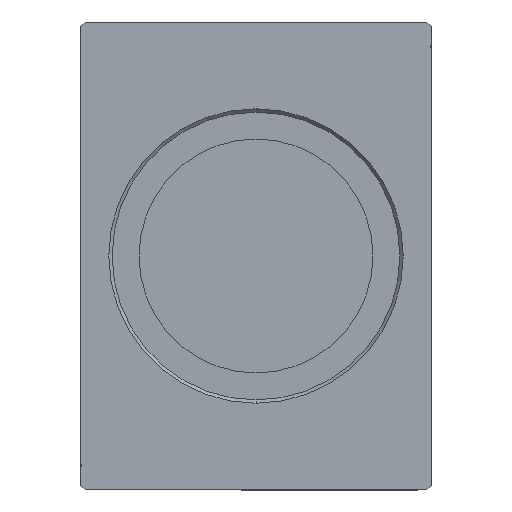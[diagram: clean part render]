
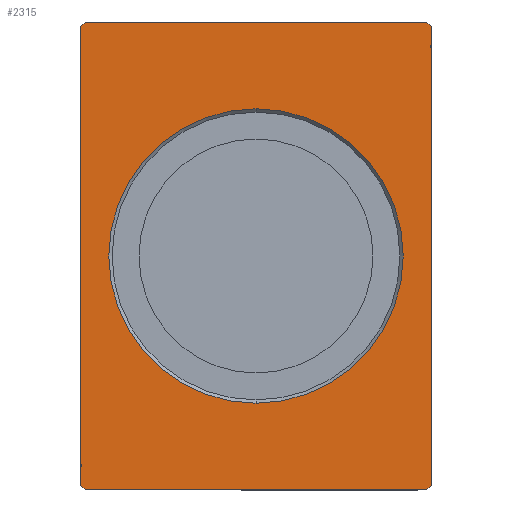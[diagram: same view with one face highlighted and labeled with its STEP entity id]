
A CAD part, left-side view. The second image highlights one B-rep face of the part: STEP entity #2315.
In plain terms, the highlighted planar face has unit normal (-1, 0, 0).
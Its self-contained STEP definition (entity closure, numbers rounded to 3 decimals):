
#360 = VERTEX_POINT ( 'NONE', #7497 ) ;
#1276 = ORIENTED_EDGE ( 'NONE', *, *, #17891, .F. ) ;
#1711 = VECTOR ( 'NONE', #17926, 1000. ) ;
#1743 = EDGE_LOOP ( 'NONE', ( #21658, #35752 ) ) ;
#2315 = ADVANCED_FACE ( 'NONE', ( #13775, #13973 ), #33656, .F. ) ;
#2363 = ORIENTED_EDGE ( 'NONE', *, *, #34882, .F. ) ;
#5112 = VERTEX_POINT ( 'NONE', #40467 ) ;
#5678 = EDGE_CURVE ( 'NONE', #18774, #29336, #22636, .T. ) ;
#5729 = CARTESIAN_POINT ( 'NONE',  ( 0., 36.5, 50. ) ) ;
#6336 = LINE ( 'NONE', #5729, #27448 ) ;
#7497 = CARTESIAN_POINT ( 'NONE',  ( 0., 36.5, 50. ) ) ;
#7917 = LINE ( 'NONE', #26579, #26143 ) ;
#8129 = DIRECTION ( 'NONE',  ( 0., 0.707, 0.707 ) ) ;
#9077 = EDGE_CURVE ( 'NONE', #39927, #19424, #27253, .T. ) ;
#9519 = VECTOR ( 'NONE', #36312, 1000. ) ;
#10936 = EDGE_CURVE ( 'NONE', #35120, #27355, #17292, .T. ) ;
#11260 = CARTESIAN_POINT ( 'NONE',  ( 0., 0., 0. ) ) ;
#11847 = CARTESIAN_POINT ( 'NONE',  ( 0., 0., 0. ) ) ;
#12383 = CARTESIAN_POINT ( 'NONE',  ( 0., 0., 0. ) ) ;
#12676 = AXIS2_PLACEMENT_3D ( 'NONE', #11260, #26816, #26406 ) ;
#13443 = VECTOR ( 'NONE', #36798, 1000. ) ;
#13539 = DIRECTION ( 'NONE',  ( 0., 1., 0. ) ) ;
#13642 = CIRCLE ( 'NONE', #19614, 31.45 ) ;
#13775 = FACE_BOUND ( 'NONE', #1743, .T. ) ;
#13973 = FACE_OUTER_BOUND ( 'NONE', #27407, .T. ) ;
#14346 = DIRECTION ( 'NONE',  ( 1., 0., 0. ) ) ;
#14553 = CARTESIAN_POINT ( 'NONE',  ( 0., 37.5, -49. ) ) ;
#15519 = ORIENTED_EDGE ( 'NONE', *, *, #10936, .F. ) ;
#15588 = ORIENTED_EDGE ( 'NONE', *, *, #32046, .F. ) ;
#15873 = DIRECTION ( 'NONE',  ( 0., -1., 0. ) ) ;
#16920 = EDGE_CURVE ( 'NONE', #20592, #35120, #17520, .T. ) ;
#17292 = LINE ( 'NONE', #19585, #40616 ) ;
#17474 = LINE ( 'NONE', #26999, #28241 ) ;
#17517 = VERTEX_POINT ( 'NONE', #26435 ) ;
#17520 = LINE ( 'NONE', #23923, #1711 ) ;
#17891 = EDGE_CURVE ( 'NONE', #17517, #39927, #17474, .T. ) ;
#17926 = DIRECTION ( 'NONE',  ( 0., -0.707, -0.707 ) ) ;
#18399 = DIRECTION ( 'NONE',  ( 0., 0., -1. ) ) ;
#18770 = CARTESIAN_POINT ( 'NONE',  ( 0., 37.5, 49. ) ) ;
#18774 = VERTEX_POINT ( 'NONE', #19626 ) ;
#18828 = CARTESIAN_POINT ( 'NONE',  ( 0., -37.5, -49. ) ) ;
#19424 = VERTEX_POINT ( 'NONE', #18770 ) ;
#19486 = LINE ( 'NONE', #31533, #22681 ) ;
#19585 = CARTESIAN_POINT ( 'NONE',  ( 0., -37.5, 49. ) ) ;
#19614 = AXIS2_PLACEMENT_3D ( 'NONE', #11847, #14346, #20972 ) ;
#19626 = CARTESIAN_POINT ( 'NONE',  ( 0., 0., -31.45 ) ) ;
#20592 = VERTEX_POINT ( 'NONE', #21075 ) ;
#20613 = CARTESIAN_POINT ( 'NONE',  ( 0., -37.5, 49. ) ) ;
#20972 = DIRECTION ( 'NONE',  ( 0., 0., -1. ) ) ;
#21075 = CARTESIAN_POINT ( 'NONE',  ( 0., -36.5, 50. ) ) ;
#21658 = ORIENTED_EDGE ( 'NONE', *, *, #39318, .T. ) ;
#22636 = CIRCLE ( 'NONE', #36560, 31.45 ) ;
#22681 = VECTOR ( 'NONE', #28825, 1000. ) ;
#23038 = CARTESIAN_POINT ( 'NONE',  ( 0., -37.5, -49. ) ) ;
#23652 = LINE ( 'NONE', #23038, #9519 ) ;
#23923 = CARTESIAN_POINT ( 'NONE',  ( 0., -36.5, 50. ) ) ;
#25016 = DIRECTION ( 'NONE',  ( 1., 0., 0. ) ) ;
#26143 = VECTOR ( 'NONE', #13539, 1000. ) ;
#26406 = DIRECTION ( 'NONE',  ( 0., 0., -1. ) ) ;
#26435 = CARTESIAN_POINT ( 'NONE',  ( 0., 36.5, -50. ) ) ;
#26579 = CARTESIAN_POINT ( 'NONE',  ( 0., -36.5, -50. ) ) ;
#26816 = DIRECTION ( 'NONE',  ( 1., 0., 0. ) ) ;
#26999 = CARTESIAN_POINT ( 'NONE',  ( 0., 36.5, -50. ) ) ;
#27253 = LINE ( 'NONE', #30170, #13443 ) ;
#27355 = VERTEX_POINT ( 'NONE', #18828 ) ;
#27407 = EDGE_LOOP ( 'NONE', ( #29043, #38450, #1276, #28340, #15588, #15519, #38502, #2363 ) ) ;
#27448 = VECTOR ( 'NONE', #15873, 1000. ) ;
#28241 = VECTOR ( 'NONE', #8129, 1000. ) ;
#28340 = ORIENTED_EDGE ( 'NONE', *, *, #39822, .F. ) ;
#28825 = DIRECTION ( 'NONE',  ( 0., -0.707, 0.707 ) ) ;
#29043 = ORIENTED_EDGE ( 'NONE', *, *, #29392, .F. ) ;
#29336 = VERTEX_POINT ( 'NONE', #39829 ) ;
#29392 = EDGE_CURVE ( 'NONE', #19424, #360, #19486, .T. ) ;
#30170 = CARTESIAN_POINT ( 'NONE',  ( 0., 37.5, -49. ) ) ;
#31533 = CARTESIAN_POINT ( 'NONE',  ( 0., 37.5, 49. ) ) ;
#32046 = EDGE_CURVE ( 'NONE', #27355, #5112, #23652, .T. ) ;
#32235 = DIRECTION ( 'NONE',  ( 0., 0., -1. ) ) ;
#33656 = PLANE ( 'NONE',  #12676 ) ;
#34882 = EDGE_CURVE ( 'NONE', #360, #20592, #6336, .T. ) ;
#35120 = VERTEX_POINT ( 'NONE', #20613 ) ;
#35752 = ORIENTED_EDGE ( 'NONE', *, *, #5678, .T. ) ;
#36312 = DIRECTION ( 'NONE',  ( 0., 0.707, -0.707 ) ) ;
#36560 = AXIS2_PLACEMENT_3D ( 'NONE', #12383, #25016, #18399 ) ;
#36798 = DIRECTION ( 'NONE',  ( 0., 0., 1. ) ) ;
#38450 = ORIENTED_EDGE ( 'NONE', *, *, #9077, .F. ) ;
#38502 = ORIENTED_EDGE ( 'NONE', *, *, #16920, .F. ) ;
#39318 = EDGE_CURVE ( 'NONE', #29336, #18774, #13642, .T. ) ;
#39822 = EDGE_CURVE ( 'NONE', #5112, #17517, #7917, .T. ) ;
#39829 = CARTESIAN_POINT ( 'NONE',  ( 0., 0., 31.45 ) ) ;
#39927 = VERTEX_POINT ( 'NONE', #14553 ) ;
#40467 = CARTESIAN_POINT ( 'NONE',  ( 0., -36.5, -50. ) ) ;
#40616 = VECTOR ( 'NONE', #32235, 1000. ) ;
